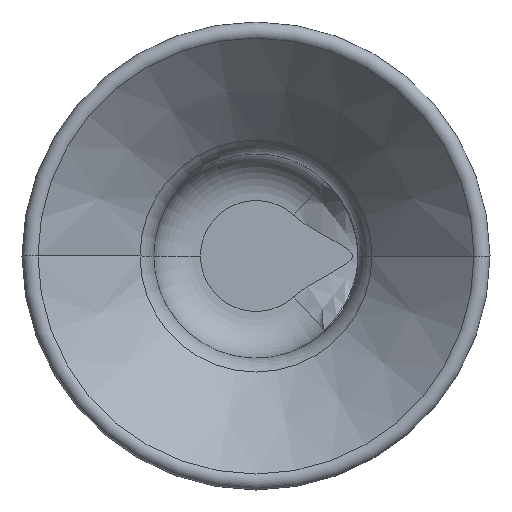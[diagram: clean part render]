
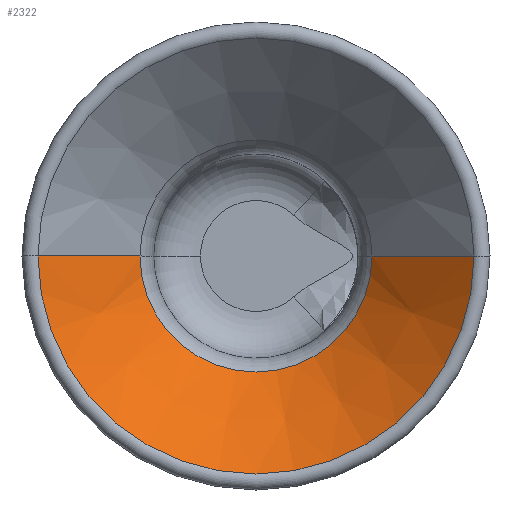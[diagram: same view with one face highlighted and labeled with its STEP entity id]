
A CAD part, front view. The second image highlights one B-rep face of the part: STEP entity #2322.
In plain terms, the highlighted conical face has half-angle 45 degrees and reference radius 10.93 mm.
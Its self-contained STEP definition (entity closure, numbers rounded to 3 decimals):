
#53 = DIRECTION ( 'NONE',  ( -1., 0., 0. ) ) ;
#64 = CONICAL_SURFACE ( 'NONE', #500, 10.93, 0.785 ) ;
#273 = CIRCLE ( 'NONE', #2073, 23.293 ) ;
#308 = LINE ( 'NONE', #377, #2573 ) ;
#356 = DIRECTION ( 'NONE',  ( 0., -1., 0. ) ) ;
#377 = CARTESIAN_POINT ( 'NONE',  ( 10.93, 10.101, 0. ) ) ;
#392 = DIRECTION ( 'NONE',  ( -0.707, -0.707, 0. ) ) ;
#393 = VECTOR ( 'NONE', #392, 1000. ) ;
#432 = EDGE_LOOP ( 'NONE', ( #1983, #2358, #884, #2585 ) ) ;
#500 = AXIS2_PLACEMENT_3D ( 'NONE', #961, #2339, #1875 ) ;
#818 = CARTESIAN_POINT ( 'NONE',  ( 23.293, -2.262, 0. ) ) ;
#865 = CARTESIAN_POINT ( 'NONE',  ( 12.394, 8.636, 0. ) ) ;
#884 = ORIENTED_EDGE ( 'NONE', *, *, #2561, .T. ) ;
#961 = CARTESIAN_POINT ( 'NONE',  ( 0., 10.101, 0. ) ) ;
#1190 = DIRECTION ( 'NONE',  ( 0., 1., 0. ) ) ;
#1285 = EDGE_CURVE ( 'NONE', #2685, #2590, #1949, .T. ) ;
#1286 = CARTESIAN_POINT ( 'NONE',  ( -10.93, 10.101, 0. ) ) ;
#1303 = CARTESIAN_POINT ( 'NONE',  ( 0., -2.262, 0. ) ) ;
#1388 = FACE_OUTER_BOUND ( 'NONE', #432, .T. ) ;
#1410 = AXIS2_PLACEMENT_3D ( 'NONE', #2525, #1190, #53 ) ;
#1626 = VERTEX_POINT ( 'NONE', #865 ) ;
#1817 = CARTESIAN_POINT ( 'NONE',  ( -12.394, 8.636, 0. ) ) ;
#1875 = DIRECTION ( 'NONE',  ( 1., 0., 0. ) ) ;
#1949 = LINE ( 'NONE', #1286, #393 ) ;
#1983 = ORIENTED_EDGE ( 'NONE', *, *, #2894, .T. ) ;
#1985 = DIRECTION ( 'NONE',  ( -1., 0., 0. ) ) ;
#2073 = AXIS2_PLACEMENT_3D ( 'NONE', #1303, #356, #1985 ) ;
#2187 = CARTESIAN_POINT ( 'NONE',  ( -23.293, -2.262, 0. ) ) ;
#2308 = DIRECTION ( 'NONE',  ( 0.707, -0.707, 0. ) ) ;
#2322 = ADVANCED_FACE ( 'NONE', ( #1388 ), #64, .F. ) ;
#2339 = DIRECTION ( 'NONE',  ( 0., -1., 0. ) ) ;
#2358 = ORIENTED_EDGE ( 'NONE', *, *, #1285, .T. ) ;
#2525 = CARTESIAN_POINT ( 'NONE',  ( 0., 8.636, 0. ) ) ;
#2547 = VERTEX_POINT ( 'NONE', #818 ) ;
#2561 = EDGE_CURVE ( 'NONE', #2590, #2547, #273, .T. ) ;
#2573 = VECTOR ( 'NONE', #2308, 1000. ) ;
#2585 = ORIENTED_EDGE ( 'NONE', *, *, #2826, .F. ) ;
#2590 = VERTEX_POINT ( 'NONE', #2187 ) ;
#2664 = CIRCLE ( 'NONE', #1410, 12.394 ) ;
#2685 = VERTEX_POINT ( 'NONE', #1817 ) ;
#2826 = EDGE_CURVE ( 'NONE', #1626, #2547, #308, .T. ) ;
#2894 = EDGE_CURVE ( 'NONE', #1626, #2685, #2664, .T. ) ;
